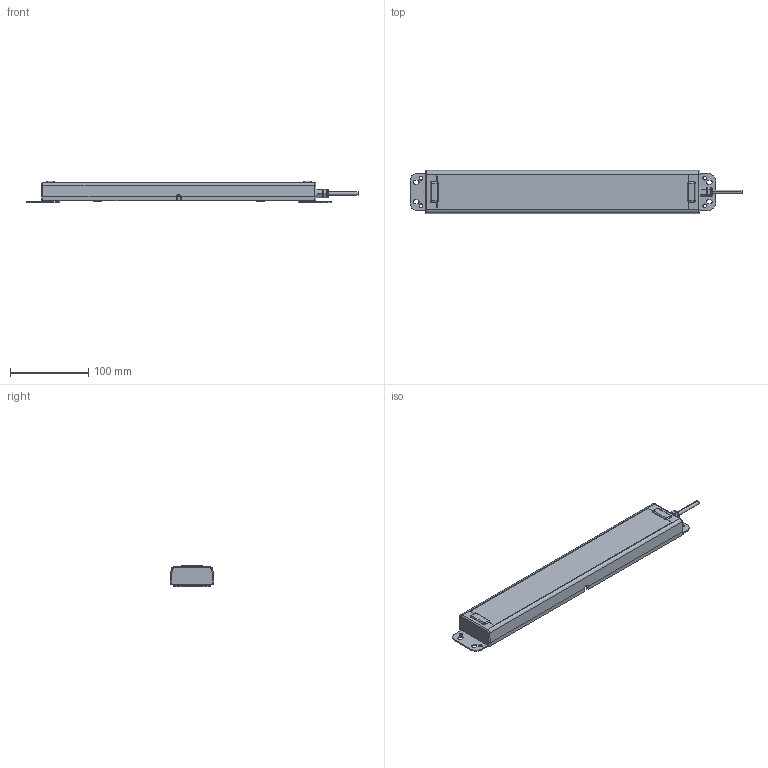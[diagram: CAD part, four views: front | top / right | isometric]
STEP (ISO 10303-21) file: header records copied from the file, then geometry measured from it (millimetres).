
FILE_DESCRIPTION (( 'STEP AP214' ), '1' );
FILE_NAME ('CWK3S-24-CD.step', '2019-03-26T15:50:40', ( '' ), ( '' ), 'SwSTEP 2.0', 'SolidWorks 2018', '' );
FILE_SCHEMA (( 'AUTOMOTIVE_DESIGN' ));
Length unit declared in the file: inch
Products named in the file (1): CWK3S-24-CD
Bounding box: 423.6 x 56 x 27.5 mm (x, y, z)
Volume: 319118.6 mm3; surface area: 90924.8 mm2
Topology: 7 solids, 7 shells, 393 faces, 981 edges, 620 vertices
Faces by surface type: plane 193, cylinder 130, bspline 40, cone 30
Entity records: 16155 total; most frequent: CARTESIAN_POINT 3249, ORIENTED_EDGE 1946, DIRECTION 1905, EDGE_CURVE 973, AXIS2_PLACEMENT_3D 682, VERTEX_POINT 620, VECTOR 541, LINE 541
